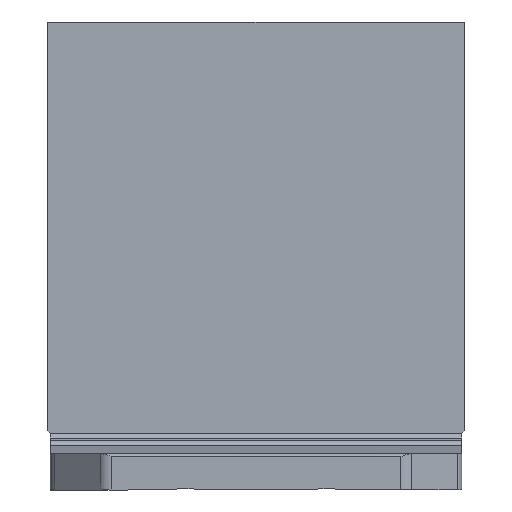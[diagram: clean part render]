
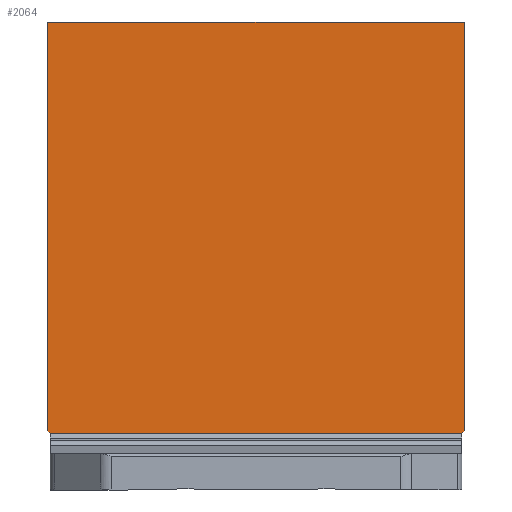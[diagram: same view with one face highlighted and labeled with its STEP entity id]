
A CAD part, front view. The second image highlights one B-rep face of the part: STEP entity #2064.
In plain terms, the highlighted planar face has unit normal (0, -1, 0).
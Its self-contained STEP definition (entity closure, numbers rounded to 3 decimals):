
#868=EDGE_CURVE('',#1680,#968,#2550,.T.);
#936=VERTEX_POINT('',#2623);
#968=VERTEX_POINT('',#2663);
#976=VERTEX_POINT('',#2671);
#1120=EDGE_CURVE('',#2442,#936,#2832,.T.);
#1570=VERTEX_POINT('',#3335);
#1680=VERTEX_POINT('',#3459);
#1726=EDGE_CURVE('',#936,#1680,#3510,.T.);
#2024=EDGE_CURVE('',#968,#1570,#3839,.T.);
#2064=ADVANCED_FACE('',(#3884),#3885,.T.);
#2180=EDGE_CURVE('',#976,#2442,#4020,.T.);
#2226=EDGE_CURVE('',#1570,#976,#4068,.T.);
#2442=VERTEX_POINT('',#4309);
#2550=LINE('',#4417,#4418);
#2623=CARTESIAN_POINT('',(-400.0,-75.5,110.0));
#2663=CARTESIAN_POINT('',(-405.0,-75.5,910.0));
#2671=CARTESIAN_POINT('',(405.0,-75.5,115.0));
#2832=LINE('',#4795,#4796);
#3335=CARTESIAN_POINT('',(405.0,-75.5,910.0));
#3459=CARTESIAN_POINT('',(-405.0,-75.5,115.0));
#3510=LINE('',#5727,#5728);
#3839=LINE('',#6165,#6166);
#3884=FACE_OUTER_BOUND('',#6239,.T.);
#3885=PLANE('',#6240);
#4020=LINE('',#6413,#6414);
#4068=LINE('',#6482,#6483);
#4309=CARTESIAN_POINT('',(400.0,-75.5,110.0));
#4417=CARTESIAN_POINT('',(-405.0,-75.5,910.0));
#4418=VECTOR('',#6978,1.0);
#4795=CARTESIAN_POINT('',(400.0,-75.5,110.0));
#4796=VECTOR('',#7290,1.0);
#5727=CARTESIAN_POINT('',(-405.0,-75.5,115.0));
#5728=VECTOR('',#8108,1.0);
#6165=CARTESIAN_POINT('',(405.0,-75.5,910.0));
#6166=VECTOR('',#8477,1.0);
#6239=EDGE_LOOP('',(#8535,#8536,#8537,#8538,#8539,#8540));
#6240=AXIS2_PLACEMENT_3D('',#8541,#8542,#8543);
#6413=CARTESIAN_POINT('',(400.0,-75.5,110.0));
#6414=VECTOR('',#8751,1.0);
#6482=CARTESIAN_POINT('',(405.0,-75.5,115.0));
#6483=VECTOR('',#8785,1.0);
#6978=DIRECTION('',(0.0,0.0,1.0));
#7290=DIRECTION('',(-1.0,0.0,0.0));
#8108=DIRECTION('',(-0.707,0.0,0.707));
#8477=DIRECTION('',(1.0,0.0,0.0));
#8535=ORIENTED_EDGE('',*,*,#1726,.F.);
#8536=ORIENTED_EDGE('',*,*,#1120,.F.);
#8537=ORIENTED_EDGE('',*,*,#2180,.F.);
#8538=ORIENTED_EDGE('',*,*,#2226,.F.);
#8539=ORIENTED_EDGE('',*,*,#2024,.F.);
#8540=ORIENTED_EDGE('',*,*,#868,.F.);
#8541=CARTESIAN_POINT('',(0.,-75.5,510.732));
#8542=DIRECTION('',(0.0,-1.0,0.0));
#8543=DIRECTION('',(1.0,0.0,0.0));
#8751=DIRECTION('',(-0.707,0.0,-0.707));
#8785=DIRECTION('',(0.0,0.0,-1.0));
